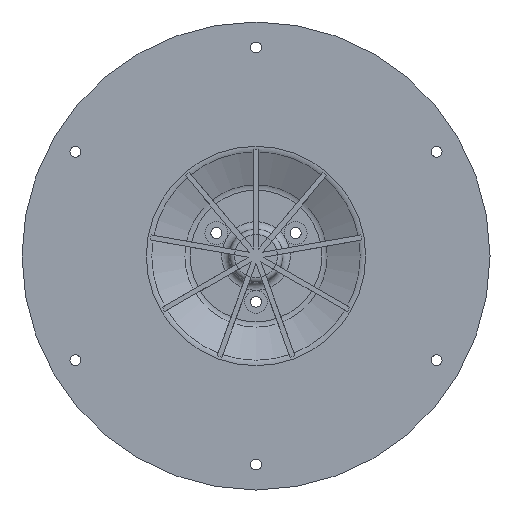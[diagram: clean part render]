
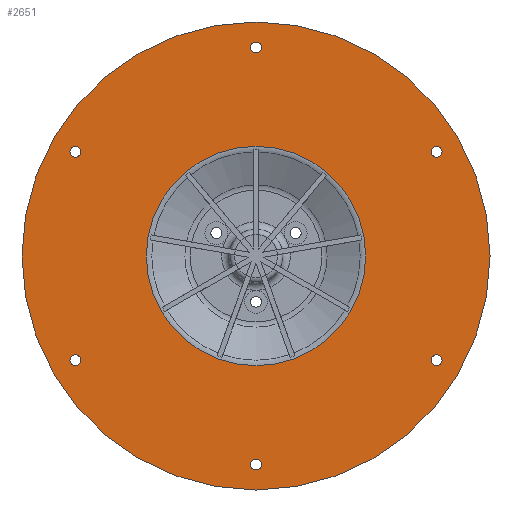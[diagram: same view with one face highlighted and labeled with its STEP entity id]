
A CAD part, front view. The second image highlights one B-rep face of the part: STEP entity #2651.
In plain terms, the highlighted planar face has unit normal (0, -1, 0).
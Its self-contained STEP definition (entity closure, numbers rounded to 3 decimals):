
#98=FACE_BOUND('',#389,.T.);
#99=FACE_BOUND('',#390,.T.);
#100=FACE_BOUND('',#391,.T.);
#101=FACE_BOUND('',#392,.T.);
#102=FACE_BOUND('',#393,.T.);
#103=FACE_BOUND('',#394,.T.);
#104=FACE_BOUND('',#395,.T.);
#125=PLANE('',#2869);
#220=FACE_OUTER_BOUND('',#388,.T.);
#388=EDGE_LOOP('',(#1901));
#389=EDGE_LOOP('',(#1902));
#390=EDGE_LOOP('',(#1903));
#391=EDGE_LOOP('',(#1904));
#392=EDGE_LOOP('',(#1905));
#393=EDGE_LOOP('',(#1906));
#394=EDGE_LOOP('',(#1907));
#395=EDGE_LOOP('',(#1908));
#1057=CIRCLE('',#2868,43.109);
#1058=CIRCLE('',#2870,92.);
#1059=CIRCLE('',#2871,2.15);
#1060=CIRCLE('',#2872,2.15);
#1061=CIRCLE('',#2873,2.15);
#1062=CIRCLE('',#2874,2.15);
#1063=CIRCLE('',#2875,2.15);
#1064=CIRCLE('',#2876,2.15);
#1197=VERTEX_POINT('',#4040);
#1198=VERTEX_POINT('',#4044);
#1199=VERTEX_POINT('',#4046);
#1200=VERTEX_POINT('',#4048);
#1201=VERTEX_POINT('',#4050);
#1202=VERTEX_POINT('',#4052);
#1203=VERTEX_POINT('',#4054);
#1204=VERTEX_POINT('',#4056);
#1472=EDGE_CURVE('',#1197,#1197,#1057,.T.);
#1473=EDGE_CURVE('',#1198,#1198,#1058,.T.);
#1474=EDGE_CURVE('',#1199,#1199,#1059,.T.);
#1475=EDGE_CURVE('',#1200,#1200,#1060,.T.);
#1476=EDGE_CURVE('',#1201,#1201,#1061,.T.);
#1477=EDGE_CURVE('',#1202,#1202,#1062,.T.);
#1478=EDGE_CURVE('',#1203,#1203,#1063,.T.);
#1479=EDGE_CURVE('',#1204,#1204,#1064,.T.);
#1901=ORIENTED_EDGE('',*,*,#1473,.F.);
#1902=ORIENTED_EDGE('',*,*,#1474,.F.);
#1903=ORIENTED_EDGE('',*,*,#1475,.F.);
#1904=ORIENTED_EDGE('',*,*,#1476,.F.);
#1905=ORIENTED_EDGE('',*,*,#1477,.T.);
#1906=ORIENTED_EDGE('',*,*,#1478,.T.);
#1907=ORIENTED_EDGE('',*,*,#1479,.T.);
#1908=ORIENTED_EDGE('',*,*,#1472,.F.);
#2651=ADVANCED_FACE('',(#220,#98,#99,#100,#101,#102,#103,#104),#125,.F.);
#2868=AXIS2_PLACEMENT_3D('',#4042,#3243,#3244);
#2869=AXIS2_PLACEMENT_3D('',#4043,#3245,#3246);
#2870=AXIS2_PLACEMENT_3D('',#4045,#3247,#3248);
#2871=AXIS2_PLACEMENT_3D('',#4047,#3249,#3250);
#2872=AXIS2_PLACEMENT_3D('',#4049,#3251,#3252);
#2873=AXIS2_PLACEMENT_3D('',#4051,#3253,#3254);
#2874=AXIS2_PLACEMENT_3D('',#4053,#3255,#3256);
#2875=AXIS2_PLACEMENT_3D('',#4055,#3257,#3258);
#2876=AXIS2_PLACEMENT_3D('',#4057,#3259,#3260);
#3243=DIRECTION('center_axis',(0.,-1.,0.));
#3244=DIRECTION('ref_axis',(1.,0.,0.));
#3245=DIRECTION('center_axis',(0.,1.,0.));
#3246=DIRECTION('ref_axis',(1.,0.,0.));
#3247=DIRECTION('center_axis',(0.,1.,0.));
#3248=DIRECTION('ref_axis',(1.,0.,0.));
#3249=DIRECTION('center_axis',(0.,-1.,0.));
#3250=DIRECTION('ref_axis',(1.,0.,0.));
#3251=DIRECTION('center_axis',(0.,-1.,0.));
#3252=DIRECTION('ref_axis',(1.,0.,0.));
#3253=DIRECTION('center_axis',(0.,-1.,0.));
#3254=DIRECTION('ref_axis',(1.,0.,0.));
#3255=DIRECTION('center_axis',(0.,1.,0.));
#3256=DIRECTION('ref_axis',(1.,0.,0.));
#3257=DIRECTION('center_axis',(0.,1.,0.));
#3258=DIRECTION('ref_axis',(1.,0.,0.));
#3259=DIRECTION('center_axis',(0.,1.,0.));
#3260=DIRECTION('ref_axis',(1.,0.,0.));
#4040=CARTESIAN_POINT('',(0.,0.,43.109));
#4042=CARTESIAN_POINT('Origin',(0.,0.,0.));
#4043=CARTESIAN_POINT('Origin',(0.,0.,0.));
#4044=CARTESIAN_POINT('',(-92.,0.,0.));
#4045=CARTESIAN_POINT('Origin',(0.,0.,0.));
#4046=CARTESIAN_POINT('',(-73.15,0.,40.992));
#4047=CARTESIAN_POINT('Origin',(-71.,0.,40.992));
#4048=CARTESIAN_POINT('',(-2.15,0.,-81.984));
#4049=CARTESIAN_POINT('Origin',(0.,0.,-81.984));
#4050=CARTESIAN_POINT('',(68.85,0.,40.992));
#4051=CARTESIAN_POINT('Origin',(71.,0.,40.992));
#4052=CARTESIAN_POINT('',(-73.15,0.,-40.992));
#4053=CARTESIAN_POINT('Origin',(-71.,0.,-40.992));
#4054=CARTESIAN_POINT('',(68.85,0.,-40.992));
#4055=CARTESIAN_POINT('Origin',(71.,0.,-40.992));
#4056=CARTESIAN_POINT('',(-2.15,0.,81.984));
#4057=CARTESIAN_POINT('Origin',(0.,0.,81.984));
